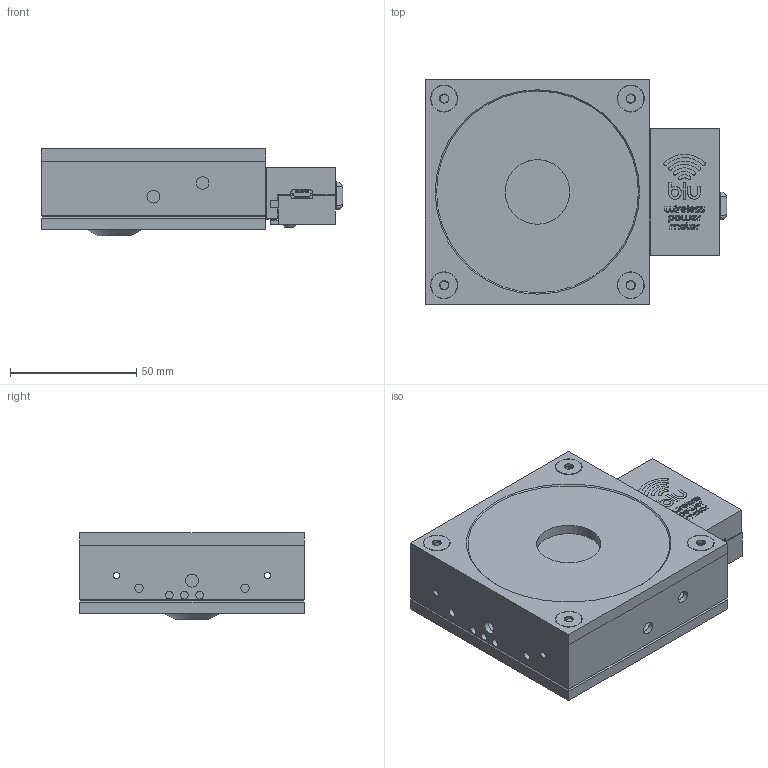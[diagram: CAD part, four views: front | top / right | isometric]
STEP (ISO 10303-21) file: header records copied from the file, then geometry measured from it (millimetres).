
FILE_DESCRIPTION (( 'STEP AP214' ), '1' );
FILE_NAME ('SK-9726 UP25N-40S-H9-BLU.STEP', '2024-05-17T15:26:41', ( '' ), ( '' ), 'SwSTEP 2.0', 'SolidWorks 2020', '' );
FILE_SCHEMA (( 'AUTOMOTIVE_DESIGN' ));
Length unit declared in the file: millimetre
Products named in the file (1): SK-9726 UP25N-40S-H9-BLU
Bounding box: 119.57 x 89 x 34.66 mm (x, y, z)
Volume: 83292 mm3; surface area: 75656.4 mm2
Topology: 15 solids, 18 shells, 923 faces, 2407 edges, 1570 vertices
Faces by surface type: plane 452, bspline 261, cylinder 141, cone 63, torus 4, sphere 2
Full cylindrical faces by diameter (mm): 2.5 x4, 2.845 x1, 3 x4, 3.25 x3, 3.3 x4, 3.797 x4, 5 x2, 5.105 x3, 5.41 x1, 6.289 x1, 10.439 x4, 10.8 x1, 12.5 x1, 13 x1, 25.6 x1, 55 x1, 76.655 x1, 81 x1
Entity records: 53274 total; most frequent: CARTESIAN_POINT 22493, ORIENTED_EDGE 4598, DIRECTION 3342, EDGE_CURVE 2299, VERTEX_POINT 1535, VECTOR 1358, LINE 1358, EDGE_LOOP 1110
